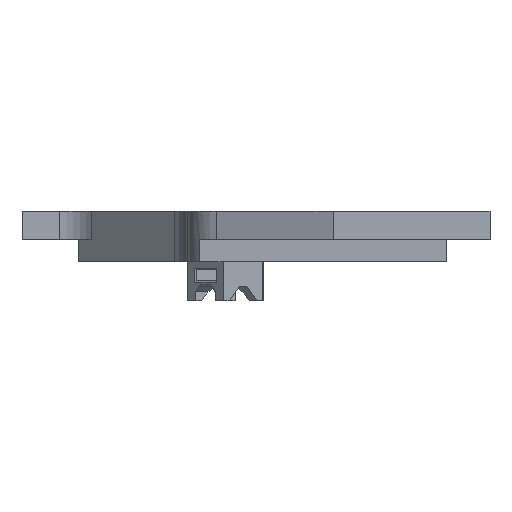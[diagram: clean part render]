
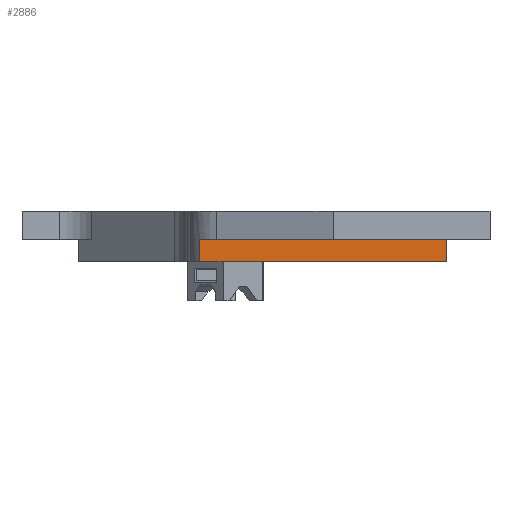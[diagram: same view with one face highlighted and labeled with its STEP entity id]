
A CAD part, front view. The second image highlights one B-rep face of the part: STEP entity #2886.
In plain terms, the highlighted planar face has unit normal (0, -1, 0).
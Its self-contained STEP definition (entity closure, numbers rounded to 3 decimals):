
#402=CARTESIAN_POINT('',(259.988,237.8,461.05));
#403=VERTEX_POINT('',#402);
#410=CARTESIAN_POINT('',(215.959,237.8,461.05));
#411=VERTEX_POINT('',#410);
#412=CARTESIAN_POINT('',(215.959,237.8,461.05));
#413=DIRECTION('',(1.,0.,0.));
#414=VECTOR('',#413,44.028);
#415=LINE('',#412,#414);
#416=EDGE_CURVE('',#411,#403,#415,.T.);
#2585=CARTESIAN_POINT('',(239.707,237.8,465.05));
#2586=VERTEX_POINT('',#2585);
#2587=CARTESIAN_POINT('',(215.959,237.8,465.05));
#2588=VERTEX_POINT('',#2587);
#2589=CARTESIAN_POINT('',(239.707,237.8,465.05));
#2590=DIRECTION('',(-1.,0.,-0.));
#2591=VECTOR('',#2590,23.747);
#2592=LINE('',#2589,#2591);
#2593=EDGE_CURVE('',#2586,#2588,#2592,.T.);
#2595=CARTESIAN_POINT('',(259.988,237.8,465.05));
#2596=VERTEX_POINT('',#2595);
#2597=CARTESIAN_POINT('',(259.988,237.8,465.05));
#2598=DIRECTION('',(-1.,-0.,0.));
#2599=VECTOR('',#2598,20.281);
#2600=LINE('',#2597,#2599);
#2601=EDGE_CURVE('',#2596,#2586,#2600,.T.);
#2859=CARTESIAN_POINT('',(259.988,237.8,465.05));
#2860=DIRECTION('',(0.,-0.,-1.));
#2861=VECTOR('',#2860,4.);
#2862=LINE('',#2859,#2861);
#2863=EDGE_CURVE('',#2596,#403,#2862,.T.);
#2869=CARTESIAN_POINT('',(239.707,237.8,465.05));
#2870=DIRECTION('',(0.,-1.,0.));
#2871=DIRECTION('',(-1.,-0.,-0.));
#2872=AXIS2_PLACEMENT_3D('',#2869,#2870,#2871);
#2873=PLANE('',#2872);
#2874=ORIENTED_EDGE('',*,*,#416,.T.);
#2875=ORIENTED_EDGE('',*,*,#2863,.F.);
#2876=ORIENTED_EDGE('',*,*,#2601,.T.);
#2877=ORIENTED_EDGE('',*,*,#2593,.T.);
#2878=CARTESIAN_POINT('',(215.959,237.8,461.05));
#2879=DIRECTION('',(-0.,-0.,1.));
#2880=VECTOR('',#2879,4.);
#2881=LINE('',#2878,#2880);
#2882=EDGE_CURVE('',#411,#2588,#2881,.T.);
#2883=ORIENTED_EDGE('',*,*,#2882,.F.);
#2884=EDGE_LOOP('',(#2874,#2875,#2876,#2877,#2883));
#2885=FACE_BOUND('',#2884,.T.);
#2886=ADVANCED_FACE('',(#2885),#2873,.T.);
